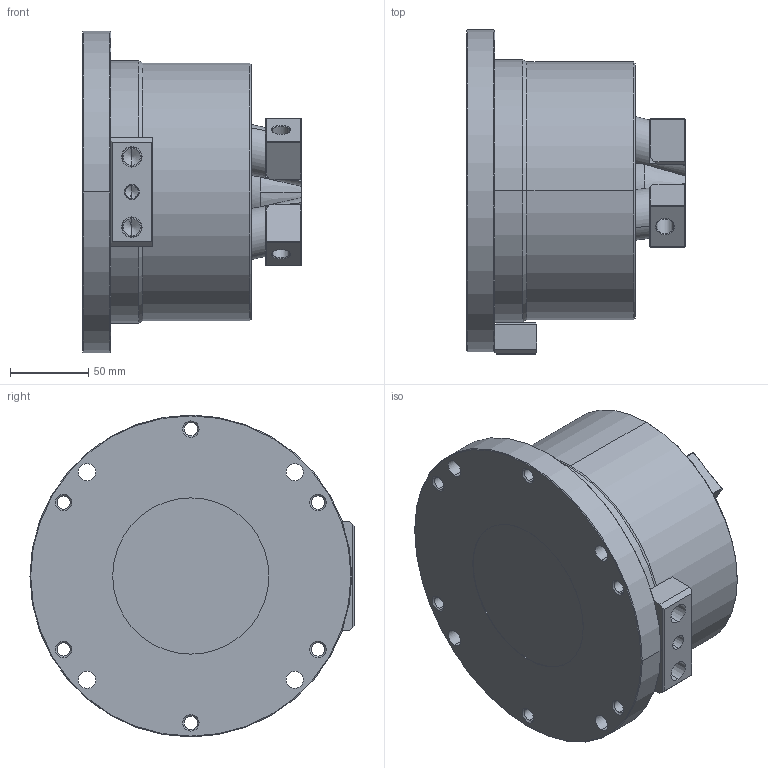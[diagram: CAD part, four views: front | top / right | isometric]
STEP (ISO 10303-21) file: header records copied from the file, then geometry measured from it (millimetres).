
FILE_DESCRIPTION (( 'STEP AP203' ), '1' );
FILE_NAME ('CF-SE-306.STEP', '2019-12-20T10:58:59', ( 'temp' ), ( '' ), 'SwSTEP 2.0', 'SolidWorks 2016', '' );
FILE_SCHEMA (( 'CONFIG_CONTROL_DESIGN' ));
Length unit declared in the file: millimetre
Products named in the file (6): 3E-06-05010; CF-SE-306; CF-SE-306-01000; CF-SE-306-03000; CF-SU-306-05000; CF-SU-308-07000
Assembly tree (9 placements, depth 2):
  CF-SE-306
    CF-SE-306-01000
    CF-SE-306-03000  x3
    CF-SU-306-05000
    CF-SU-308-07000
    3E-06-05010  x3
Bounding box: 140 x 207.5 x 206 mm (x, y, z)
Volume: 2563511.2 mm3; surface area: 252068.5 mm2
Topology: 9 solids, 9 shells, 289 faces, 671 edges, 410 vertices
Faces by surface type: plane 111, cylinder 101, cone 73, bspline 4
Entity records: 7276 total; most frequent: CARTESIAN_POINT 1516, DIRECTION 1109, ORIENTED_EDGE 1006, EDGE_CURVE 503, AXIS2_PLACEMENT_3D 453, VERTEX_POINT 314, EDGE_LOOP 267, CIRCLE 228
